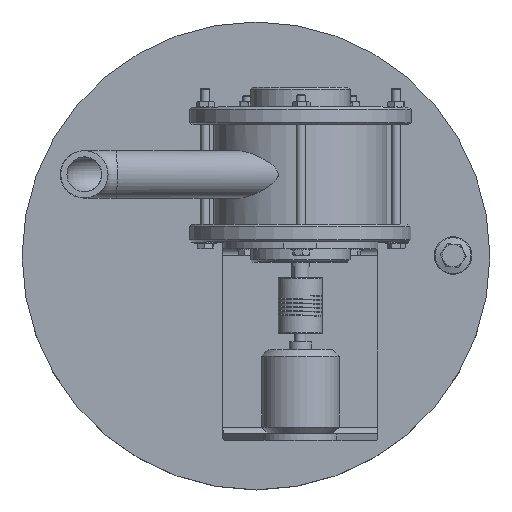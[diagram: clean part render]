
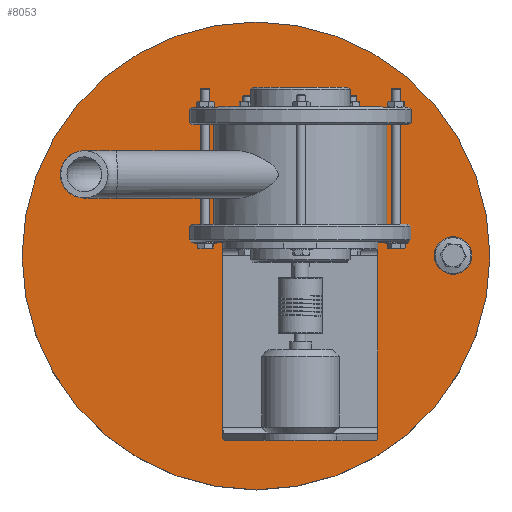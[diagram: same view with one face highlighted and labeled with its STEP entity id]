
A CAD part, top view. The second image highlights one B-rep face of the part: STEP entity #8053.
In plain terms, the highlighted planar face has unit normal (0, 0, 1).
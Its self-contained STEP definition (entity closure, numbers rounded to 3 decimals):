
#458=ELLIPSE('',#8749,5.15,5.15);
#1880=FACE_BOUND('',#2493,.T.);
#1881=FACE_BOUND('',#2494,.T.);
#2003=FACE_OUTER_BOUND('',#2492,.T.);
#2492=EDGE_LOOP('',(#5495));
#2493=EDGE_LOOP('',(#5496));
#2494=EDGE_LOOP('',(#5497));
#3088=CIRCLE('',#8752,4.);
#3092=CIRCLE('',#8758,105.55);
#3496=VERTEX_POINT('',#12001);
#3498=VERTEX_POINT('',#12007);
#3502=VERTEX_POINT('',#12018);
#4281=EDGE_CURVE('',#3496,#3496,#458,.T.);
#4284=EDGE_CURVE('',#3498,#3498,#3088,.T.);
#4289=EDGE_CURVE('',#3502,#3502,#3092,.T.);
#5495=ORIENTED_EDGE('',*,*,#4289,.T.);
#5496=ORIENTED_EDGE('',*,*,#4281,.T.);
#5497=ORIENTED_EDGE('',*,*,#4284,.T.);
#7861=PLANE('',#8759);
#8053=ADVANCED_FACE('',(#2003,#1880,#1881),#7861,.T.);
#8749=AXIS2_PLACEMENT_3D('',#12002,#9652,#9653);
#8752=AXIS2_PLACEMENT_3D('',#12008,#9659,#9660);
#8758=AXIS2_PLACEMENT_3D('',#12019,#9672,#9673);
#8759=AXIS2_PLACEMENT_3D('',#12021,#9675,#9676);
#9652=DIRECTION('center_axis',(0.,0.,-1.));
#9653=DIRECTION('ref_axis',(0.,-1.,0.));
#9659=DIRECTION('center_axis',(0.,0.,-1.));
#9660=DIRECTION('ref_axis',(1.,0.,0.));
#9672=DIRECTION('center_axis',(0.,0.,1.));
#9673=DIRECTION('ref_axis',(1.,0.,0.));
#9675=DIRECTION('center_axis',(0.,0.,1.));
#9676=DIRECTION('ref_axis',(1.,0.,0.));
#12001=CARTESIAN_POINT('',(81.307,-31.454,38.));
#12002=CARTESIAN_POINT('Origin',(81.307,-36.604,38.));
#12007=CARTESIAN_POINT('',(-92.927,-0.17,38.));
#12008=CARTESIAN_POINT('Origin',(-88.927,-0.17,38.));
#12018=CARTESIAN_POINT('',(-105.55,0.,38.));
#12019=CARTESIAN_POINT('Origin',(0.,0.,38.));
#12021=CARTESIAN_POINT('Origin',(0.,0.,38.));
